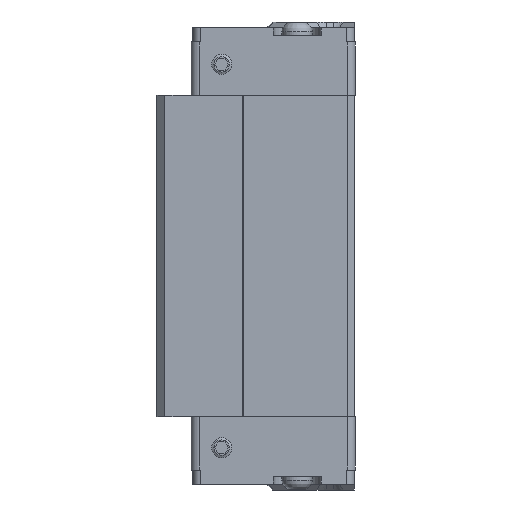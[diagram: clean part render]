
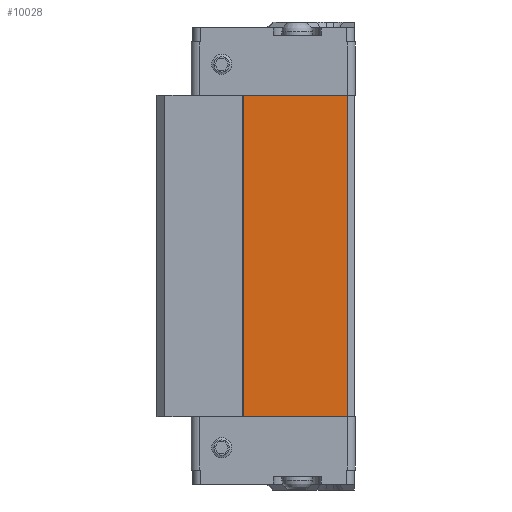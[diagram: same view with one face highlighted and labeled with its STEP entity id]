
A CAD part, left-side view. The second image highlights one B-rep face of the part: STEP entity #10028.
In plain terms, the highlighted planar face has unit normal (-1, 0, 0).
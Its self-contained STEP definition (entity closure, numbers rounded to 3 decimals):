
#601=PLANE('',#10931);
#1267=FACE_OUTER_BOUND('',#1824,.T.);
#1824=EDGE_LOOP('',(#9444,#9445,#9446,#9447));
#2790=LINE('',#16744,#3816);
#2849=LINE('',#16860,#3875);
#2850=LINE('',#16863,#3876);
#2851=LINE('',#16864,#3877);
#3816=VECTOR('',#13581,10.);
#3875=VECTOR('',#13712,10.);
#3876=VECTOR('',#13715,10.);
#3877=VECTOR('',#13716,10.);
#5152=VERTEX_POINT('',#16741);
#5153=VERTEX_POINT('',#16743);
#5174=VERTEX_POINT('',#16858);
#5175=VERTEX_POINT('',#16862);
#6545=EDGE_CURVE('',#5152,#5153,#2790,.T.);
#6604=EDGE_CURVE('',#5152,#5174,#2849,.T.);
#6605=EDGE_CURVE('',#5175,#5174,#2850,.T.);
#6606=EDGE_CURVE('',#5153,#5175,#2851,.T.);
#9444=ORIENTED_EDGE('',*,*,#6604,.T.);
#9445=ORIENTED_EDGE('',*,*,#6605,.F.);
#9446=ORIENTED_EDGE('',*,*,#6606,.F.);
#9447=ORIENTED_EDGE('',*,*,#6545,.F.);
#10028=ADVANCED_FACE('',(#1267),#601,.T.);
#10931=AXIS2_PLACEMENT_3D('',#16861,#13713,#13714);
#13581=DIRECTION('',(0.,1.,0.));
#13712=DIRECTION('',(0.,0.,1.));
#13713=DIRECTION('center_axis',(-1.,0.,0.));
#13714=DIRECTION('ref_axis',(0.,-1.,0.));
#13715=DIRECTION('',(0.,-1.,0.));
#13716=DIRECTION('',(0.,0.,1.));
#16741=CARTESIAN_POINT('',(-16.85,-14.35,-20.1));
#16743=CARTESIAN_POINT('',(-16.85,-1.35,-20.1));
#16744=CARTESIAN_POINT('',(-16.85,-1.35,-20.1));
#16858=CARTESIAN_POINT('',(-16.85,-14.35,20.1));
#16860=CARTESIAN_POINT('',(-16.85,-14.35,0.));
#16861=CARTESIAN_POINT('Origin',(-16.85,-1.35,0.));
#16862=CARTESIAN_POINT('',(-16.85,-1.35,20.1));
#16863=CARTESIAN_POINT('',(-16.85,-1.35,20.1));
#16864=CARTESIAN_POINT('',(-16.85,-1.35,0.));
